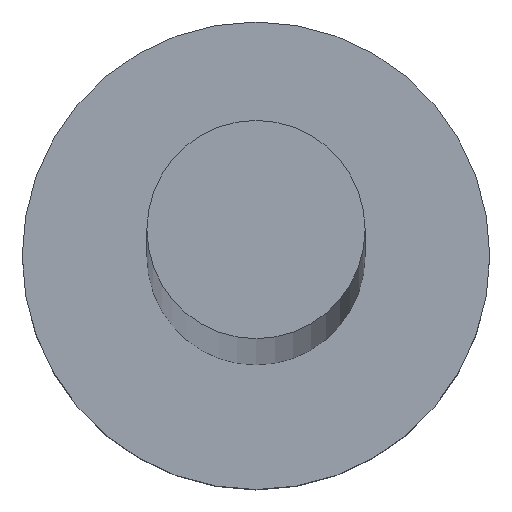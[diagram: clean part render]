
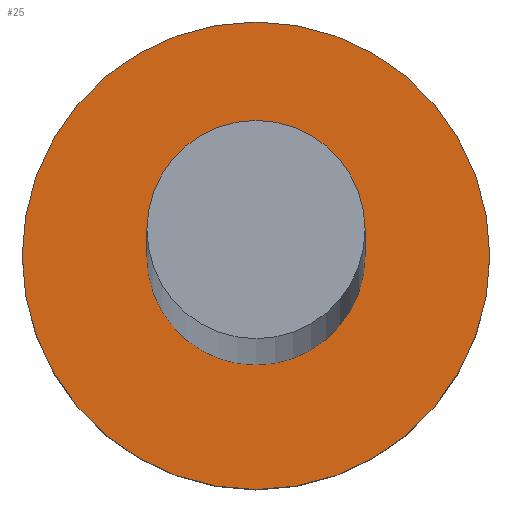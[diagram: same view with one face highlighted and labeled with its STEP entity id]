
A CAD part, top view. The second image highlights one B-rep face of the part: STEP entity #25.
In plain terms, the highlighted planar face has unit normal (0, 0, 1).
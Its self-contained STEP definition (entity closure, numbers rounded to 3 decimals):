
#2 = EDGE_LOOP ( 'NONE', ( #170, #177 ) ) ;
#7 = AXIS2_PLACEMENT_3D ( 'NONE', #85, #10, #195 ) ;
#10 = DIRECTION ( 'NONE',  ( 0., 0., 1. ) ) ;
#11 = EDGE_LOOP ( 'NONE', ( #43, #241 ) ) ;
#15 = CIRCLE ( 'NONE', #65, 0.7 ) ;
#25 = ADVANCED_FACE ( 'NONE', ( #153, #91 ), #194, .T. ) ;
#30 = CARTESIAN_POINT ( 'NONE',  ( -1.5, 0., 1.5 ) ) ;
#31 = VERTEX_POINT ( 'NONE', #226 ) ;
#43 = ORIENTED_EDGE ( 'NONE', *, *, #53, .T. ) ;
#50 = EDGE_CURVE ( 'NONE', #188, #88, #86, .T. ) ;
#51 = VERTEX_POINT ( 'NONE', #178 ) ;
#53 = EDGE_CURVE ( 'NONE', #88, #188, #161, .T. ) ;
#65 = AXIS2_PLACEMENT_3D ( 'NONE', #93, #98, #203 ) ;
#69 = DIRECTION ( 'NONE',  ( 1., 0., 0. ) ) ;
#74 = CARTESIAN_POINT ( 'NONE',  ( 0., 0., 1.5 ) ) ;
#85 = CARTESIAN_POINT ( 'NONE',  ( 0., 0., 1.5 ) ) ;
#86 = CIRCLE ( 'NONE', #7, 1.5 ) ;
#88 = VERTEX_POINT ( 'NONE', #30 ) ;
#91 = FACE_OUTER_BOUND ( 'NONE', #11, .T. ) ;
#93 = CARTESIAN_POINT ( 'NONE',  ( 0., 0., 1.5 ) ) ;
#98 = DIRECTION ( 'NONE',  ( 0., 0., 1. ) ) ;
#100 = AXIS2_PLACEMENT_3D ( 'NONE', #74, #132, #158 ) ;
#112 = DIRECTION ( 'NONE',  ( 0., 0., 1. ) ) ;
#132 = DIRECTION ( 'NONE',  ( 0., 0., 1. ) ) ;
#133 = AXIS2_PLACEMENT_3D ( 'NONE', #134, #112, #69 ) ;
#134 = CARTESIAN_POINT ( 'NONE',  ( 0., 0., 1.5 ) ) ;
#143 = CARTESIAN_POINT ( 'NONE',  ( 0., 0., 1.5 ) ) ;
#153 = FACE_BOUND ( 'NONE', #2, .T. ) ;
#158 = DIRECTION ( 'NONE',  ( 1., 0., 0. ) ) ;
#161 = CIRCLE ( 'NONE', #100, 1.5 ) ;
#170 = ORIENTED_EDGE ( 'NONE', *, *, #242, .F. ) ;
#172 = AXIS2_PLACEMENT_3D ( 'NONE', #143, #253, #186 ) ;
#177 = ORIENTED_EDGE ( 'NONE', *, *, #225, .F. ) ;
#178 = CARTESIAN_POINT ( 'NONE',  ( -0.7, 0., 1.5 ) ) ;
#185 = CIRCLE ( 'NONE', #172, 0.7 ) ;
#186 = DIRECTION ( 'NONE',  ( 1., 0., 0. ) ) ;
#188 = VERTEX_POINT ( 'NONE', #252 ) ;
#194 = PLANE ( 'NONE',  #133 ) ;
#195 = DIRECTION ( 'NONE',  ( 1., 0., 0. ) ) ;
#203 = DIRECTION ( 'NONE',  ( 1., 0., 0. ) ) ;
#225 = EDGE_CURVE ( 'NONE', #31, #51, #15, .T. ) ;
#226 = CARTESIAN_POINT ( 'NONE',  ( 0.7, 0., 1.5 ) ) ;
#241 = ORIENTED_EDGE ( 'NONE', *, *, #50, .T. ) ;
#242 = EDGE_CURVE ( 'NONE', #51, #31, #185, .T. ) ;
#252 = CARTESIAN_POINT ( 'NONE',  ( 1.5, 0., 1.5 ) ) ;
#253 = DIRECTION ( 'NONE',  ( 0., 0., 1. ) ) ;
